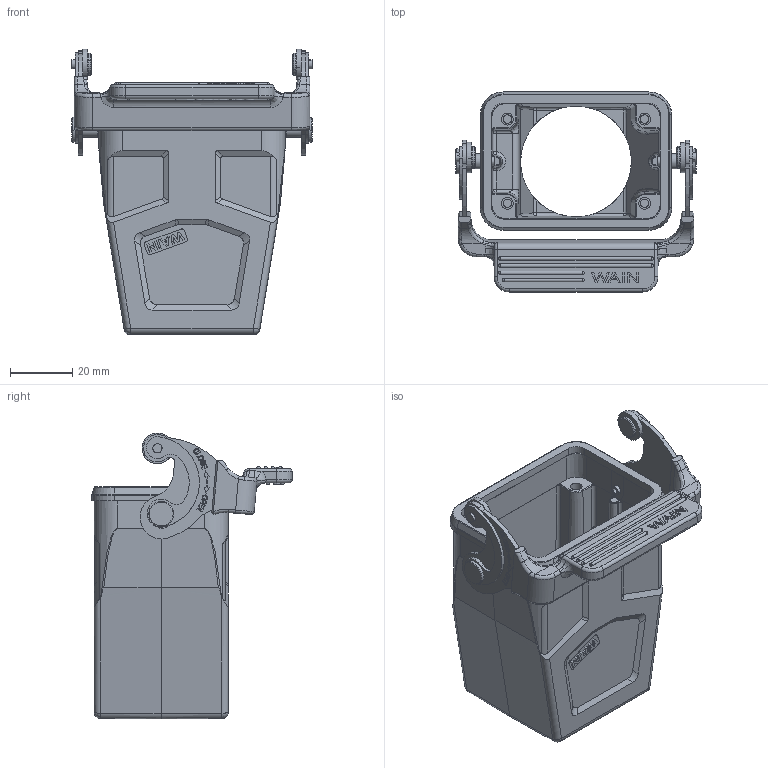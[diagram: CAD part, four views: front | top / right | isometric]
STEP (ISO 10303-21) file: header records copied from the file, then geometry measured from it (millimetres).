
FILE_DESCRIPTION((''),'2;1');
FILE_NAME('W6B-BEH','2017-10-11T',('sy.ji'),(''),'PRO/ENGINEER BY PARAMETRIC TECHNOLOGY CORPORATION, 2014310','PRO/ENGINEER BY PARAMETRIC TECHNOLOGY CORPORATION, 2014310','');
FILE_SCHEMA(('CONFIG_CONTROL_DESIGN'));
Products named in the file (1): W6B-BEH
Bounding box: 77 x 64.23 x 91.74 mm (x, y, z)
Volume: 66395.3 mm3; surface area: 37517.7 mm2
Topology: 1 solids, 31 shells, 1316 faces, 3544 edges, 2300 vertices
Faces by surface type: plane 586, cylinder 279, extrusion 258, bspline 75, torus 42, sphere 42, cone 34
Entity records: 49075 total; most frequent: CARTESIAN_POINT 16740, ORIENTED_EDGE 6904, DIRECTION 5565, EDGE_CURVE 3489, VERTEX_POINT 2300, VECTOR 2185, LINE 1927, AXIS2_PLACEMENT_3D 1690
